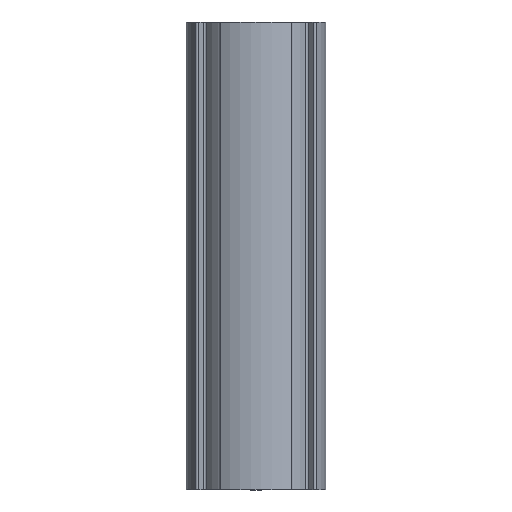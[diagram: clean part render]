
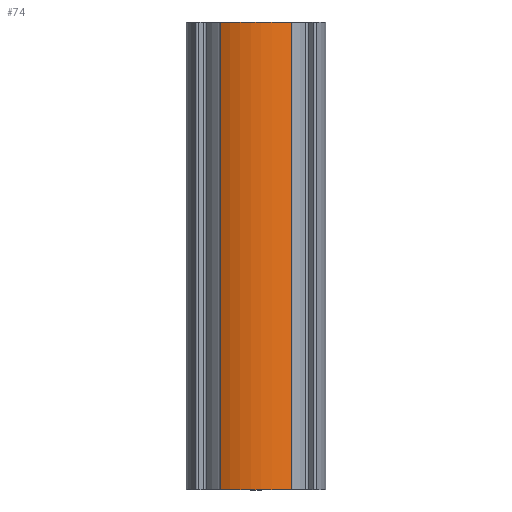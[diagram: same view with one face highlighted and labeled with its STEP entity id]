
A CAD part, top view. The second image highlights one B-rep face of the part: STEP entity #74.
In plain terms, the highlighted cylindrical face has radius 15 mm (diameter 30 mm), a partial arc.
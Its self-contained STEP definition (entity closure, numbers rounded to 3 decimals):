
#74 = ADVANCED_FACE( '', ( #177 ), #178, .T. );
#177 = FACE_OUTER_BOUND( '', #306, .T. );
#178 = CYLINDRICAL_SURFACE( '', #307, 15. );
#306 = EDGE_LOOP( '', ( #487, #488, #489, #490 ) );
#307 = AXIS2_PLACEMENT_3D( '', #491, #492, #493 );
#487 = ORIENTED_EDGE( '', *, *, #855, .F. );
#488 = ORIENTED_EDGE( '', *, *, #856, .F. );
#489 = ORIENTED_EDGE( '', *, *, #817, .T. );
#490 = ORIENTED_EDGE( '', *, *, #857, .T. );
#491 = CARTESIAN_POINT( '', ( 0., 100., 0. ) );
#492 = DIRECTION( '', ( 0., 1., 0. ) );
#493 = DIRECTION( '', ( 0., 0., -1. ) );
#817 = EDGE_CURVE( '', #985, #982, #986, .T. );
#855 = EDGE_CURVE( '', #1054, #1055, #1056, .T. );
#856 = EDGE_CURVE( '', #985, #1054, #1057, .T. );
#857 = EDGE_CURVE( '', #982, #1055, #1058, .T. );
#982 = VERTEX_POINT( '', #1218 );
#985 = VERTEX_POINT( '', #1221 );
#986 = CIRCLE( '', #1222, 15. );
#1054 = VERTEX_POINT( '', #1301 );
#1055 = VERTEX_POINT( '', #1302 );
#1056 = CIRCLE( '', #1303, 15. );
#1057 = LINE( '', #1304, #1305 );
#1058 = LINE( '', #1306, #1307 );
#1218 = CARTESIAN_POINT( '', ( -7.687, 100., 12.881 ) );
#1221 = CARTESIAN_POINT( '', ( 7.687, 100., 12.881 ) );
#1222 = AXIS2_PLACEMENT_3D( '', #1502, #1503, #1504 );
#1301 = CARTESIAN_POINT( '', ( 7.687, 0., 12.881 ) );
#1302 = CARTESIAN_POINT( '', ( -7.687, 0., 12.881 ) );
#1303 = AXIS2_PLACEMENT_3D( '', #1585, #1586, #1587 );
#1304 = CARTESIAN_POINT( '', ( 7.687, 100., 12.881 ) );
#1305 = VECTOR( '', #1588, 1000. );
#1306 = CARTESIAN_POINT( '', ( -7.687, 100., 12.881 ) );
#1307 = VECTOR( '', #1589, 1000. );
#1502 = CARTESIAN_POINT( '', ( 0., 100., 0. ) );
#1503 = DIRECTION( '', ( 0., -1., 0. ) );
#1504 = DIRECTION( '', ( 1., 0., 0. ) );
#1585 = CARTESIAN_POINT( '', ( 0., 0., 0. ) );
#1586 = DIRECTION( '', ( 0., -1., 0. ) );
#1587 = DIRECTION( '', ( 1., 0., 0. ) );
#1588 = DIRECTION( '', ( 0., -1., 0. ) );
#1589 = DIRECTION( '', ( 0., -1., 0. ) );
